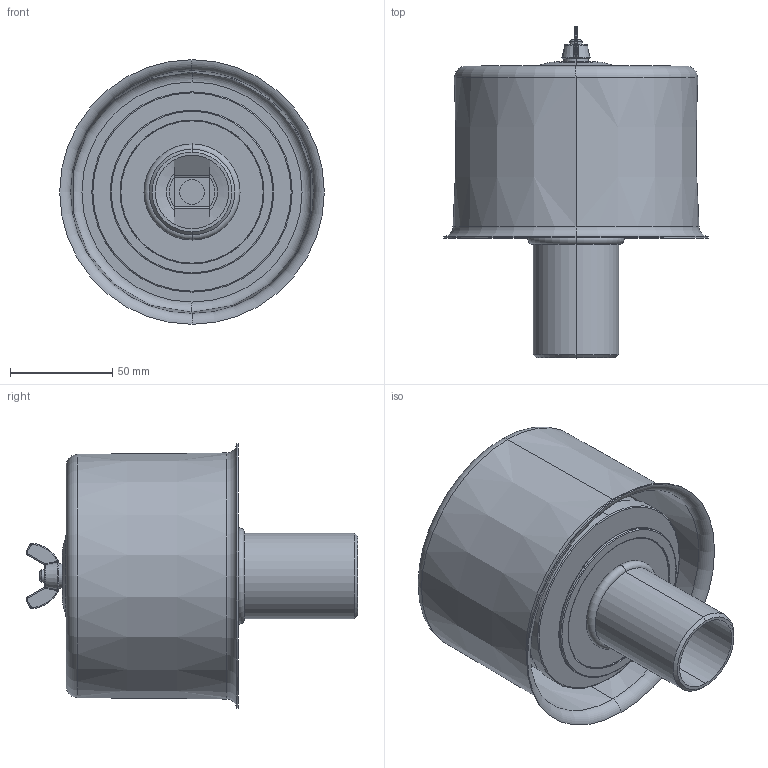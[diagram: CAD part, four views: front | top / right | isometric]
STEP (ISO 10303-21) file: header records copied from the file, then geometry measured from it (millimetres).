
FILE_DESCRIPTION((''),'2;1');
FILE_NAME('401-00034_ASM','2017-03-13T',('DELL'),('vacuvane vacuum technology gmbh'),'CREO PARAMETRIC BY PTC INC, 2014190','CREO PARAMETRIC BY PTC INC, 2014190','');
FILE_SCHEMA(('CONFIG_CONTROL_DESIGN'));
Length unit declared in the file: millimetre
Products named in the file (7): 401-00034-900; 401-00034-901; 401-00059; 401-00034-902; 401-00034-903; DIN-314-M6; 401-00034_ASM
Assembly tree (7 placements, depth 2):
  401-00034_ASM
    401-00034-900
    401-00034-901  x2
    401-00059
    401-00034-902
    401-00034-903
    DIN-314-M6
Bounding box: 129.5 x 162.4 x 129.5 mm (x, y, z)
Volume: 392360.8 mm3; surface area: 180320 mm2
Topology: 7 solids, 7 shells, 224 faces, 482 edges, 280 vertices
Faces by surface type: torus 76, cylinder 64, plane 42, bspline 20, cone 18, sphere 4
Entity records: 6974 total; most frequent: CARTESIAN_POINT 1922, DIRECTION 1174, ORIENTED_EDGE 948, AXIS2_PLACEMENT_3D 526, EDGE_CURVE 474, CIRCLE 312, VERTEX_POINT 276, EDGE_LOOP 244
